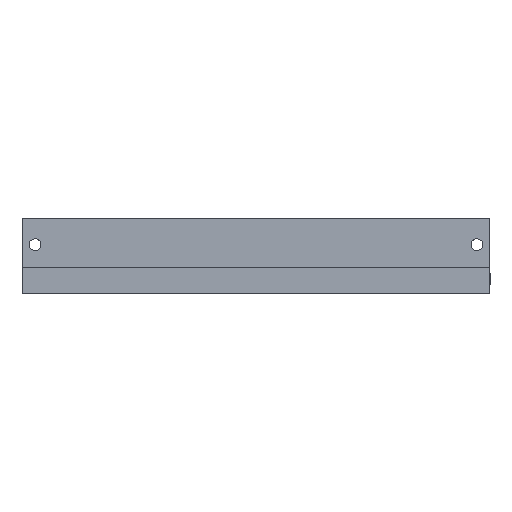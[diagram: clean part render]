
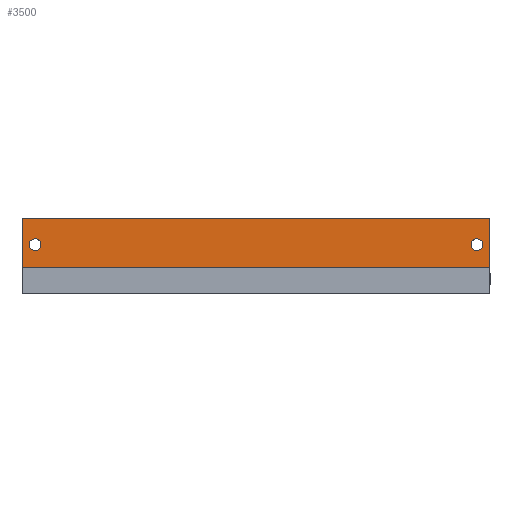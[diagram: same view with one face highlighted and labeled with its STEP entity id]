
A CAD part, front view. The second image highlights one B-rep face of the part: STEP entity #3500.
In plain terms, the highlighted planar face has unit normal (0, -1, 0).
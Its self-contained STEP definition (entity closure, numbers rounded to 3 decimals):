
#111 = CARTESIAN_POINT ( 'NONE',  ( -112.352, 571., -112.615 ) ) ;
#135 = DIRECTION ( 'NONE',  ( 0., 1., 0. ) ) ;
#164 = EDGE_CURVE ( 'NONE', #414, #1792, #3519, .T. ) ;
#209 = VECTOR ( 'NONE', #3767, 1000. ) ;
#386 = VERTEX_POINT ( 'NONE', #398 ) ;
#398 = CARTESIAN_POINT ( 'NONE',  ( -119.352, 571., -116.615 ) ) ;
#410 = AXIS2_PLACEMENT_3D ( 'NONE', #3203, #3902, #1923 ) ;
#414 = VERTEX_POINT ( 'NONE', #2345 ) ;
#628 = EDGE_LOOP ( 'NONE', ( #3445, #3410 ) ) ;
#662 = AXIS2_PLACEMENT_3D ( 'NONE', #1211, #3180, #1529 ) ;
#678 = ORIENTED_EDGE ( 'NONE', *, *, #2906, .T. ) ;
#682 = VERTEX_POINT ( 'NONE', #4226 ) ;
#731 = EDGE_LOOP ( 'NONE', ( #678, #1781 ) ) ;
#787 = ORIENTED_EDGE ( 'NONE', *, *, #3865, .F. ) ;
#814 = ORIENTED_EDGE ( 'NONE', *, *, #2625, .T. ) ;
#858 = CARTESIAN_POINT ( 'NONE',  ( -119.352, 571., 26.615 ) ) ;
#908 = LINE ( 'NONE', #4065, #209 ) ;
#935 = CARTESIAN_POINT ( 'NONE',  ( -119.352, 571., -116.615 ) ) ;
#959 = DIRECTION ( 'NONE',  ( 1., 0., 0. ) ) ;
#1037 = CIRCLE ( 'NONE', #1091, 1.8 ) ;
#1091 = AXIS2_PLACEMENT_3D ( 'NONE', #2602, #1932, #4231 ) ;
#1117 = CARTESIAN_POINT ( 'NONE',  ( -119.352, 571., 26.615 ) ) ;
#1211 = CARTESIAN_POINT ( 'NONE',  ( -112.352, 571., 22.615 ) ) ;
#1235 = VERTEX_POINT ( 'NONE', #3377 ) ;
#1295 = LINE ( 'NONE', #935, #3514 ) ;
#1427 = DIRECTION ( 'NONE',  ( 0., 0., -1. ) ) ;
#1431 = DIRECTION ( 'NONE',  ( 0., 0., 1. ) ) ;
#1435 = CARTESIAN_POINT ( 'NONE',  ( -112.352, 571., -110.815 ) ) ;
#1478 = ORIENTED_EDGE ( 'NONE', *, *, #2848, .T. ) ;
#1529 = DIRECTION ( 'NONE',  ( 0., 0., 1. ) ) ;
#1742 = CARTESIAN_POINT ( 'NONE',  ( -119.352, 571., 26.615 ) ) ;
#1781 = ORIENTED_EDGE ( 'NONE', *, *, #3735, .T. ) ;
#1792 = VERTEX_POINT ( 'NONE', #1994 ) ;
#1923 = DIRECTION ( 'NONE',  ( 0., 0., 1. ) ) ;
#1932 = DIRECTION ( 'NONE',  ( 0., 1., 0. ) ) ;
#1994 = CARTESIAN_POINT ( 'NONE',  ( -112.352, 571., 24.415 ) ) ;
#2011 = VERTEX_POINT ( 'NONE', #1435 ) ;
#2013 = ORIENTED_EDGE ( 'NONE', *, *, #4245, .F. ) ;
#2069 = LINE ( 'NONE', #1742, #2330 ) ;
#2189 = PLANE ( 'NONE',  #410 ) ;
#2330 = VECTOR ( 'NONE', #1427, 1000. ) ;
#2332 = FACE_BOUND ( 'NONE', #628, .T. ) ;
#2341 = AXIS2_PLACEMENT_3D ( 'NONE', #111, #2781, #1431 ) ;
#2345 = CARTESIAN_POINT ( 'NONE',  ( -112.352, 571., 20.815 ) ) ;
#2488 = FACE_OUTER_BOUND ( 'NONE', #3772, .T. ) ;
#2537 = EDGE_CURVE ( 'NONE', #1792, #414, #1037, .T. ) ;
#2550 = VERTEX_POINT ( 'NONE', #3836 ) ;
#2602 = CARTESIAN_POINT ( 'NONE',  ( -112.352, 571., 22.615 ) ) ;
#2625 = EDGE_CURVE ( 'NONE', #386, #2550, #1295, .T. ) ;
#2781 = DIRECTION ( 'NONE',  ( 0., 1., 0. ) ) ;
#2811 = VECTOR ( 'NONE', #3176, 1000. ) ;
#2848 = EDGE_CURVE ( 'NONE', #4208, #386, #2069, .T. ) ;
#2906 = EDGE_CURVE ( 'NONE', #2011, #1235, #4195, .T. ) ;
#3091 = DIRECTION ( 'NONE',  ( 0., 0., 1. ) ) ;
#3167 = CIRCLE ( 'NONE', #2341, 1.8 ) ;
#3176 = DIRECTION ( 'NONE',  ( 1., 0., 0. ) ) ;
#3180 = DIRECTION ( 'NONE',  ( 0., 1., 0. ) ) ;
#3203 = CARTESIAN_POINT ( 'NONE',  ( -119.352, 571., 26.615 ) ) ;
#3359 = FACE_BOUND ( 'NONE', #731, .T. ) ;
#3364 = CARTESIAN_POINT ( 'NONE',  ( -112.352, 571., -112.615 ) ) ;
#3377 = CARTESIAN_POINT ( 'NONE',  ( -112.352, 571., -114.415 ) ) ;
#3410 = ORIENTED_EDGE ( 'NONE', *, *, #164, .T. ) ;
#3445 = ORIENTED_EDGE ( 'NONE', *, *, #2537, .T. ) ;
#3500 = ADVANCED_FACE ( 'NONE', ( #2332, #2488, #3359 ), #2189, .F. ) ;
#3514 = VECTOR ( 'NONE', #959, 1000. ) ;
#3519 = CIRCLE ( 'NONE', #662, 1.8 ) ;
#3687 = AXIS2_PLACEMENT_3D ( 'NONE', #3364, #135, #3091 ) ;
#3735 = EDGE_CURVE ( 'NONE', #1235, #2011, #3167, .T. ) ;
#3740 = LINE ( 'NONE', #858, #2811 ) ;
#3767 = DIRECTION ( 'NONE',  ( 0., 0., -1. ) ) ;
#3772 = EDGE_LOOP ( 'NONE', ( #1478, #814, #2013, #787 ) ) ;
#3836 = CARTESIAN_POINT ( 'NONE',  ( -104.352, 571., -116.615 ) ) ;
#3865 = EDGE_CURVE ( 'NONE', #4208, #682, #3740, .T. ) ;
#3902 = DIRECTION ( 'NONE',  ( 0., 1., 0. ) ) ;
#4065 = CARTESIAN_POINT ( 'NONE',  ( -104.352, 571., 26.615 ) ) ;
#4195 = CIRCLE ( 'NONE', #3687, 1.8 ) ;
#4208 = VERTEX_POINT ( 'NONE', #1117 ) ;
#4226 = CARTESIAN_POINT ( 'NONE',  ( -104.352, 571., 26.615 ) ) ;
#4231 = DIRECTION ( 'NONE',  ( 0., 0., 1. ) ) ;
#4245 = EDGE_CURVE ( 'NONE', #682, #2550, #908, .T. ) ;
